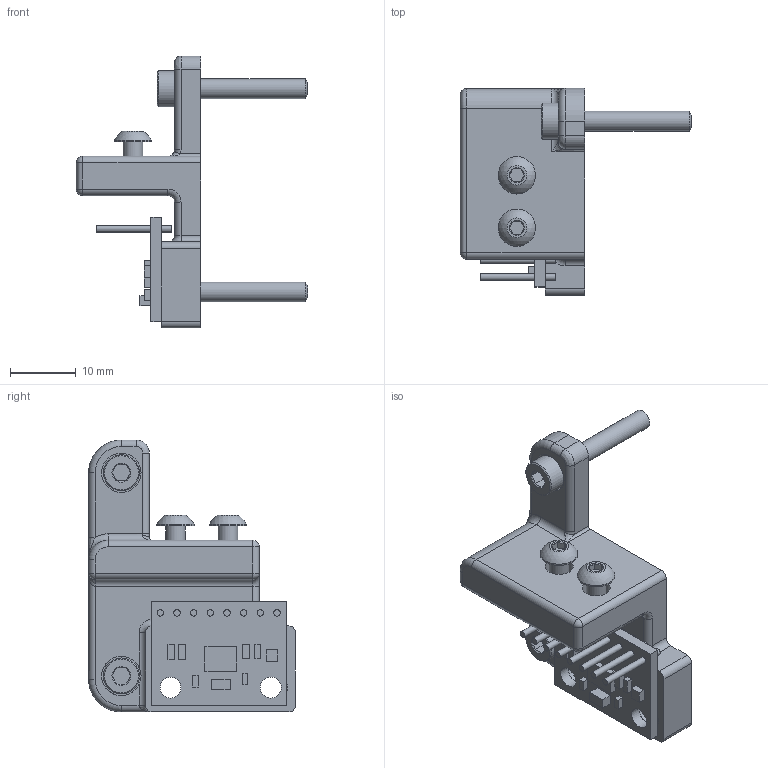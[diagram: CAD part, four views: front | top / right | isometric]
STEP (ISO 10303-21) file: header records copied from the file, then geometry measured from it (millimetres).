
FILE_DESCRIPTION(/* description */ (''),/* implementation_level */ '2;1');
FILE_NAME(/* name */ 'VORON2 v2.4 Assembly - Louis_Chain Anchor - IGUS v9.step',/* time_stamp */ '2021-04-05T00:20:28+02:00',/* author */ (''),/* organization */ (''),/* preprocessor_version */ 'ST-DEVELOPER v18.1',/* originating_system */ 'Autodesk Translation Framework v9.10.0.1330',/* authorisation */ '');
FILE_SCHEMA (('AUTOMOTIVE_DESIGN { 1 0 10303 214 3 1 1 }'));
Length unit declared in the file: millimetre
Products named in the file (7): VORON2 v2.4 Assembly - Louis_Chain Anchor - IGUS; ADXL345; Component1; M3x6 BHCS; M3x6 BHCS (1); M3x20 SHCS (1) (1); M3x20 SHCS (1) (1) (1)
Assembly tree (6 placements, depth 3):
  VORON2 v2.4 Assembly - Louis_Chain Anchor - IGUS
    ADXL345
      Component1
    M3x6 BHCS
    M3x6 BHCS (1)
    M3x20 SHCS (1) (1)
    M3x20 SHCS (1) (1) (1)
Bounding box: 35.35 x 31.56 x 41.5 mm (x, y, z)
Volume: 7112.6 mm3; surface area: 5669 mm2
Topology: 23 solids, 23 shells, 248 faces, 494 edges, 299 vertices
Faces by surface type: plane 133, cylinder 61, cone 36, torus 8, sphere 5, bspline 5
Full cylindrical faces by diameter (mm): 1 x16, 3 x4, 3.2 x2, 3.5 x2, 4.25 x4, 5.5 x2, 5.7 x2, 6 x2
Entity records: 6742 total; most frequent: CARTESIAN_POINT 1281, DIRECTION 1155, ORIENTED_EDGE 980, EDGE_CURVE 490, AXIS2_PLACEMENT_3D 437, VERTEX_POINT 299, EDGE_LOOP 291, LINE 281
